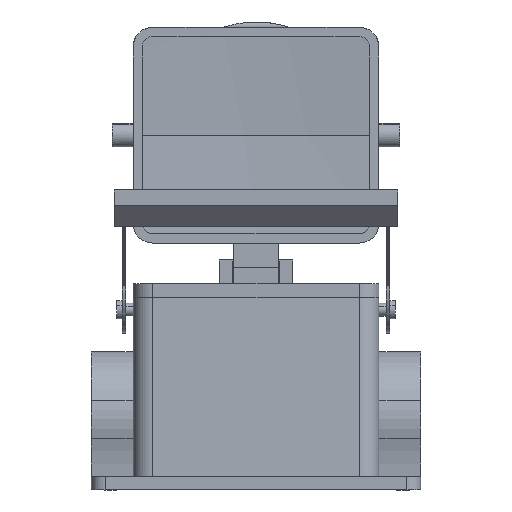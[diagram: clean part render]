
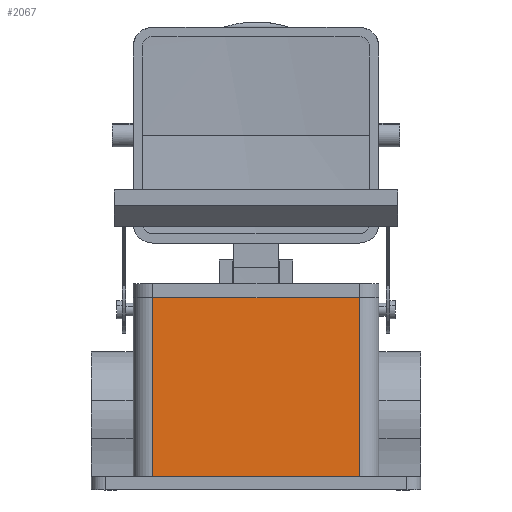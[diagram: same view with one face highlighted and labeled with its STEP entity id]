
A CAD part, left-side view. The second image highlights one B-rep face of the part: STEP entity #2067.
In plain terms, the highlighted planar face has unit normal (-1, 0, 0.03).
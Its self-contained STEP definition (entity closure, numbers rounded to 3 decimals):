
#2047=AXIS2_PLACEMENT_3D('Plane Axis2P3D',#2044,#2045,#2046) ;
#897=CARTESIAN_POINT('Vertex',(18.75,102.5,73.5)) ;
#900=CARTESIAN_POINT('Line Origine',(18.75,63.,73.5)) ;
#904=CARTESIAN_POINT('Vertex',(18.75,23.5,73.5)) ;
#2022=CARTESIAN_POINT('Line Origine',(17.661,102.5,37.865)) ;
#2026=CARTESIAN_POINT('Vertex',(16.657,102.5,5.)) ;
#2044=CARTESIAN_POINT('Axis2P3D Location',(18.75,63.,73.5)) ;
#2049=CARTESIAN_POINT('Line Origine',(17.704,23.5,39.25)) ;
#2053=CARTESIAN_POINT('Vertex',(16.657,23.5,5.)) ;
#2056=CARTESIAN_POINT('Line Origine',(16.657,63.,5.)) ;
#901=DIRECTION('Vector Direction',(0.,1.,0.)) ;
#2023=DIRECTION('Vector Direction',(0.031,0.,1.)) ;
#2045=DIRECTION('Axis2P3D Direction',(-1.,0.,0.031)) ;
#2046=DIRECTION('Axis2P3D XDirection',(0.,1.,0.)) ;
#2050=DIRECTION('Vector Direction',(-0.031,0.,-1.)) ;
#2057=DIRECTION('Vector Direction',(0.,1.,0.)) ;
#902=VECTOR('Line Direction',#901,1.) ;
#2024=VECTOR('Line Direction',#2023,1.) ;
#2051=VECTOR('Line Direction',#2050,1.) ;
#2058=VECTOR('Line Direction',#2057,1.) ;
#2062=ORIENTED_EDGE('',*,*,#2055,.F.) ;
#2063=ORIENTED_EDGE('',*,*,#906,.F.) ;
#2064=ORIENTED_EDGE('',*,*,#2028,.F.) ;
#2065=ORIENTED_EDGE('',*,*,#2060,.F.) ;
#2067=ADVANCED_FACE('Housing',(#2066),#2048,.T.) ;
#906=EDGE_CURVE('',#898,#905,#903,.F.) ;
#2028=EDGE_CURVE('',#2027,#898,#2025,.T.) ;
#2055=EDGE_CURVE('',#905,#2054,#2052,.T.) ;
#2060=EDGE_CURVE('',#2054,#2027,#2059,.T.) ;
#2061=EDGE_LOOP('',(#2062,#2063,#2064,#2065)) ;
#2066=FACE_OUTER_BOUND('',#2061,.T.) ;
#903=LINE('Line',#900,#902) ;
#2025=LINE('Line',#2022,#2024) ;
#2052=LINE('Line',#2049,#2051) ;
#2059=LINE('Line',#2056,#2058) ;
#2048=PLANE('',#2047) ;
#898=VERTEX_POINT('',#897) ;
#905=VERTEX_POINT('',#904) ;
#2027=VERTEX_POINT('',#2026) ;
#2054=VERTEX_POINT('',#2053) ;
